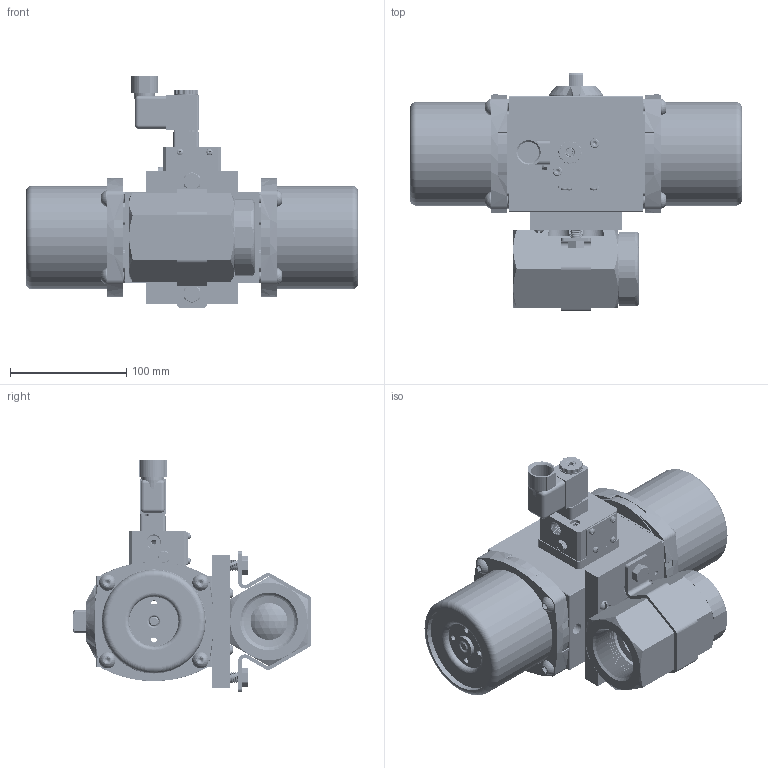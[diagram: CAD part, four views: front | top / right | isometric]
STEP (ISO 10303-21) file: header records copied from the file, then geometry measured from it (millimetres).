
FILE_DESCRIPTION (( 'STEP AP203' ), '1' );
FILE_NAME ('82XXA522SR3GPDC.step', '2018-04-30T18:14:31', ( '' ), ( '' ), 'SwSTEP 2.0', 'SolidWorks 2017', '' );
FILE_SCHEMA (( 'CONFIG_CONTROL_DESIGN' ));
Products named in the file (1): 82XXA522SR3GPDC
Bounding box: 285.09 x 204.65 x 198.75 mm (x, y, z)
Volume: 1384052.1 mm3; surface area: 526742.6 mm2
Topology: 63 solids, 63 shells, 5650 faces, 14306 edges, 8850 vertices
Faces by surface type: cylinder 2189, cone 2121, plane 982, torus 235, bspline 89, sphere 34
Entity records: 190144 total; most frequent: CARTESIAN_POINT 50712, DIRECTION 31780, ORIENTED_EDGE 28328, EDGE_CURVE 14164, AXIS2_PLACEMENT_3D 12949, VERTEX_POINT 8848, CIRCLE 7387, EDGE_LOOP 6086
